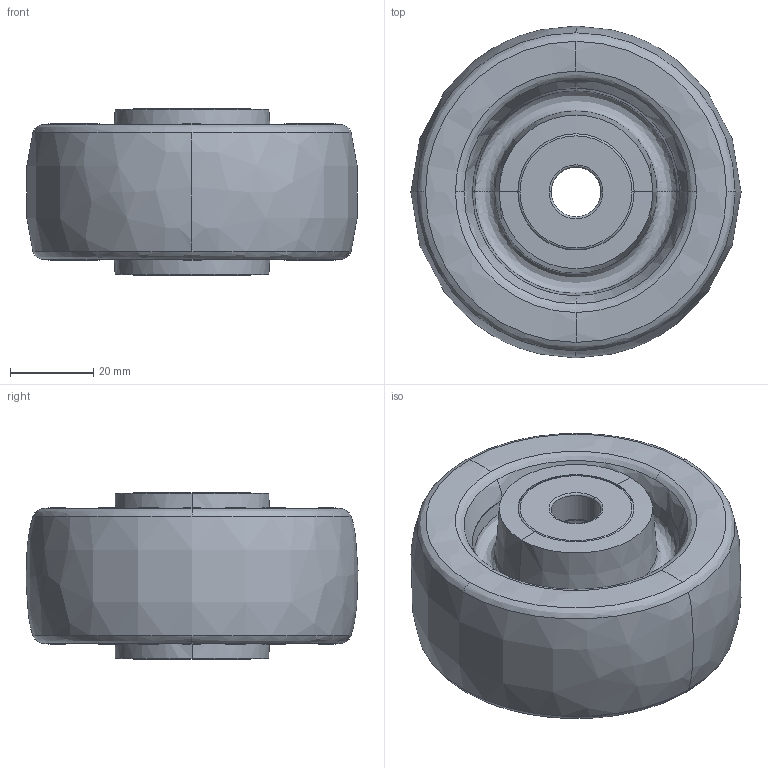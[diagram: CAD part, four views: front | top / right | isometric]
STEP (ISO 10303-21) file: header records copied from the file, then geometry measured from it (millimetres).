
FILE_DESCRIPTION (( 'STEP AP214' ), '1' );
FILE_NAME ('0014374_TPKH-080-35-40-G12.STEP', '2015-03-02T12:18:30', ( '' ), ( '' ), 'SwSTEP 2.0', 'SolidWorks 2014', '' );
FILE_SCHEMA (( 'AUTOMOTIVE_DESIGN' ));
Length unit declared in the file: millimetre
Products named in the file (1): 0014374_TPKH-080-35-40-G12
Bounding box: 79.5 x 79.98 x 40 mm (x, y, z)
Surface area: 26435.7 mm2 (no closed solid volume)
Topology: 0 solids, 6 shells, 60 faces, 148 edges, 92 vertices
Faces by surface type: bspline 22, cone 16, torus 12, cylinder 6, plane 4
Entity records: 3174 total; most frequent: CARTESIAN_POINT 1125, DIRECTION 316, ORIENTED_EDGE 272, EDGE_CURVE 148, AXIS2_PLACEMENT_3D 147, CIRCLE 108, VERTEX_POINT 92, EDGE_LOOP 64
